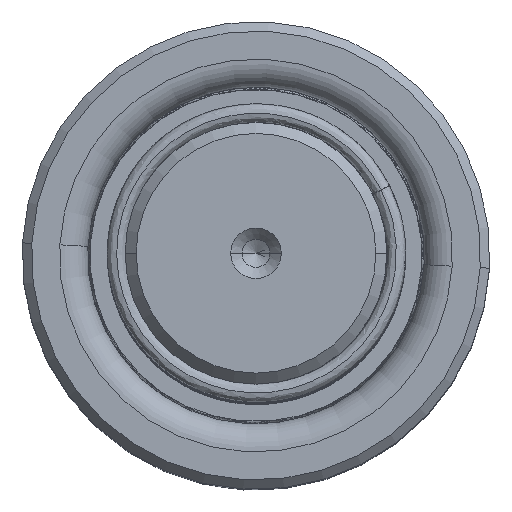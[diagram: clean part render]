
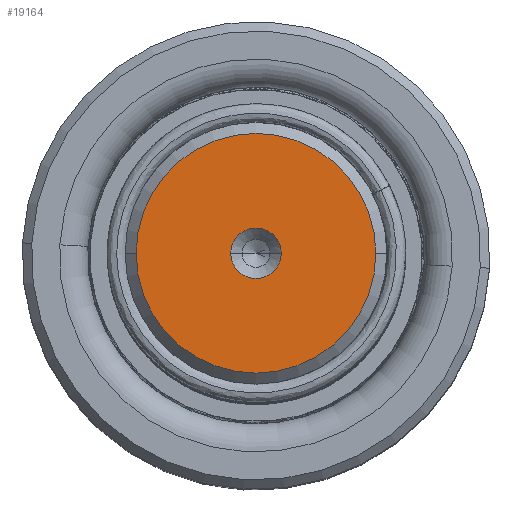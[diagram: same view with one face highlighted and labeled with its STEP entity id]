
A CAD part, top view. The second image highlights one B-rep face of the part: STEP entity #19164.
In plain terms, the highlighted planar face has unit normal (0, 0, 1).
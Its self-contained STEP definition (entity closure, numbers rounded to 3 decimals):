
#857 = CIRCLE ( 'NONE', #14709, 2.7 ) ;
#960 = FACE_OUTER_BOUND ( 'NONE', #15500, .T. ) ;
#3141 = ORIENTED_EDGE ( 'NONE', *, *, #34551, .T. ) ;
#4258 = VERTEX_POINT ( 'NONE', #33214 ) ;
#4859 = AXIS2_PLACEMENT_3D ( 'NONE', #24500, #12571, #21049 ) ;
#5493 = CARTESIAN_POINT ( 'NONE',  ( 0., 0., 200. ) ) ;
#10860 = CIRCLE ( 'NONE', #4859, 12.811 ) ;
#11005 = EDGE_CURVE ( 'NONE', #4258, #35290, #10860, .T. ) ;
#12571 = DIRECTION ( 'NONE',  ( 0., 0., 1. ) ) ;
#13316 = PLANE ( 'NONE',  #38402 ) ;
#14709 = AXIS2_PLACEMENT_3D ( 'NONE', #34189, #33529, #46617 ) ;
#15500 = EDGE_LOOP ( 'NONE', ( #21935, #3141 ) ) ;
#16406 = AXIS2_PLACEMENT_3D ( 'NONE', #23155, #34711, #50743 ) ;
#17149 = VERTEX_POINT ( 'NONE', #25584 ) ;
#19164 = ADVANCED_FACE ( 'NONE', ( #42404, #960 ), #13316, .T. ) ;
#19242 = EDGE_LOOP ( 'NONE', ( #47112, #43426 ) ) ;
#21049 = DIRECTION ( 'NONE',  ( 1., 0., 0. ) ) ;
#21766 = DIRECTION ( 'NONE',  ( 1., 0., 0. ) ) ;
#21935 = ORIENTED_EDGE ( 'NONE', *, *, #11005, .T. ) ;
#23155 = CARTESIAN_POINT ( 'NONE',  ( 0., 0., 200. ) ) ;
#24500 = CARTESIAN_POINT ( 'NONE',  ( 0., 0., 200. ) ) ;
#24627 = CARTESIAN_POINT ( 'NONE',  ( -2.7, 0., 200. ) ) ;
#25584 = CARTESIAN_POINT ( 'NONE',  ( 2.7, 0., 200. ) ) ;
#26427 = CARTESIAN_POINT ( 'NONE',  ( 0., 0., 200. ) ) ;
#29964 = CIRCLE ( 'NONE', #16406, 2.7 ) ;
#33159 = DIRECTION ( 'NONE',  ( 0., 0., 1. ) ) ;
#33214 = CARTESIAN_POINT ( 'NONE',  ( -12.811, 0., 200. ) ) ;
#33529 = DIRECTION ( 'NONE',  ( 0., 0., 1. ) ) ;
#34189 = CARTESIAN_POINT ( 'NONE',  ( 0., 0., 200. ) ) ;
#34476 = CARTESIAN_POINT ( 'NONE',  ( 12.811, 0., 200. ) ) ;
#34551 = EDGE_CURVE ( 'NONE', #35290, #4258, #46392, .T. ) ;
#34711 = DIRECTION ( 'NONE',  ( 0., 0., 1. ) ) ;
#35290 = VERTEX_POINT ( 'NONE', #34476 ) ;
#37954 = AXIS2_PLACEMENT_3D ( 'NONE', #26427, #38193, #42157 ) ;
#38193 = DIRECTION ( 'NONE',  ( 0., 0., 1. ) ) ;
#38402 = AXIS2_PLACEMENT_3D ( 'NONE', #5493, #33159, #21766 ) ;
#42157 = DIRECTION ( 'NONE',  ( 1., 0., 0. ) ) ;
#42404 = FACE_BOUND ( 'NONE', #19242, .T. ) ;
#43426 = ORIENTED_EDGE ( 'NONE', *, *, #50893, .F. ) ;
#46392 = CIRCLE ( 'NONE', #37954, 12.811 ) ;
#46617 = DIRECTION ( 'NONE',  ( 1., 0., 0. ) ) ;
#47112 = ORIENTED_EDGE ( 'NONE', *, *, #50947, .F. ) ;
#47740 = VERTEX_POINT ( 'NONE', #24627 ) ;
#50743 = DIRECTION ( 'NONE',  ( 1., 0., 0. ) ) ;
#50893 = EDGE_CURVE ( 'NONE', #47740, #17149, #857, .T. ) ;
#50947 = EDGE_CURVE ( 'NONE', #17149, #47740, #29964, .T. ) ;
